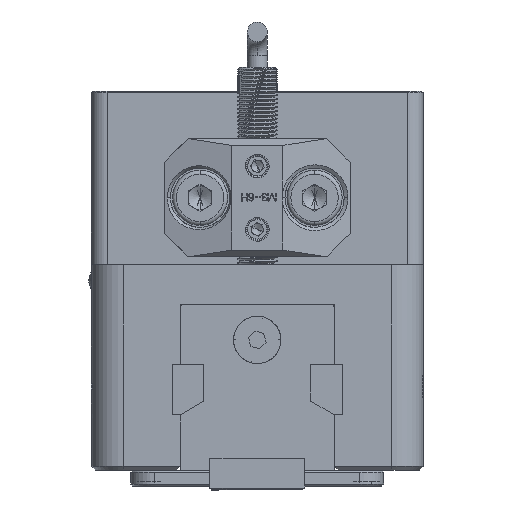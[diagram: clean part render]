
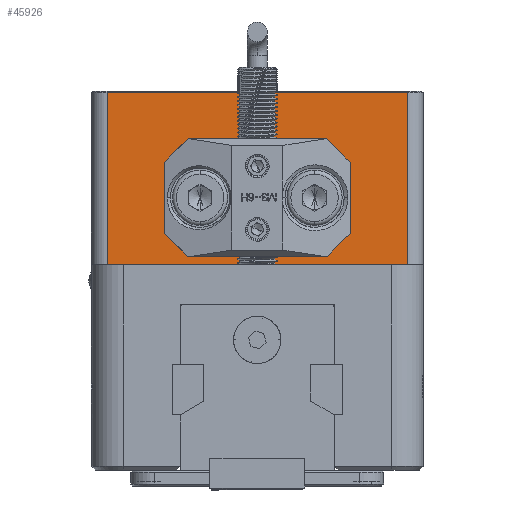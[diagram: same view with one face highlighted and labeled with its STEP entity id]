
A CAD part, left-side view. The second image highlights one B-rep face of the part: STEP entity #45926.
In plain terms, the highlighted planar face has unit normal (-1, 0, 0).
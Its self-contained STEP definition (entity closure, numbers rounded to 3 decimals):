
#2549 = DIRECTION ( 'NONE',  ( 0., 0., 1. ) ) ;
#3966 = EDGE_LOOP ( 'NONE', ( #33244, #92592, #84569, #89663 ) ) ;
#5683 = VERTEX_POINT ( 'NONE', #31249 ) ;
#6680 = LINE ( 'NONE', #83650, #24044 ) ;
#9630 = ORIENTED_EDGE ( 'NONE', *, *, #19133, .F. ) ;
#10377 = EDGE_CURVE ( 'NONE', #58943, #42254, #49860, .T. ) ;
#13413 = VERTEX_POINT ( 'NONE', #46068 ) ;
#13416 = AXIS2_PLACEMENT_3D ( 'NONE', #41330, #92953, #48774 ) ;
#16048 = DIRECTION ( 'NONE',  ( 0., 0., -1. ) ) ;
#18287 = CARTESIAN_POINT ( 'NONE',  ( -32., 7.25, -6.85 ) ) ;
#19061 = CARTESIAN_POINT ( 'NONE',  ( -32., -7.25, -6.85 ) ) ;
#19133 = EDGE_CURVE ( 'NONE', #74302, #60041, #21193, .T. ) ;
#20859 = DIRECTION ( 'NONE',  ( 0., -1., 0. ) ) ;
#21193 = CIRCLE ( 'NONE', #13416, 1.65 ) ;
#22995 = ORIENTED_EDGE ( 'NONE', *, *, #83963, .F. ) ;
#24044 = VECTOR ( 'NONE', #39433, 1000. ) ;
#26480 = VECTOR ( 'NONE', #35174, 1000. ) ;
#30390 = ORIENTED_EDGE ( 'NONE', *, *, #59012, .F. ) ;
#31249 = CARTESIAN_POINT ( 'NONE',  ( -32., -19., 0. ) ) ;
#33244 = ORIENTED_EDGE ( 'NONE', *, *, #52747, .T. ) ;
#34194 = CARTESIAN_POINT ( 'NONE',  ( -32., 19., 0. ) ) ;
#35174 = DIRECTION ( 'NONE',  ( 0., 0., -1. ) ) ;
#38712 = DIRECTION ( 'NONE',  ( -1., 0., 0. ) ) ;
#39383 = VERTEX_POINT ( 'NONE', #18287 ) ;
#39433 = DIRECTION ( 'NONE',  ( 0., 0., 1. ) ) ;
#40181 = CIRCLE ( 'NONE', #58389, 1.65 ) ;
#40735 = CARTESIAN_POINT ( 'NONE',  ( -32., -7.25, -8.5 ) ) ;
#41330 = CARTESIAN_POINT ( 'NONE',  ( -32., -7.25, -8.5 ) ) ;
#42254 = VERTEX_POINT ( 'NONE', #49033 ) ;
#45219 = AXIS2_PLACEMENT_3D ( 'NONE', #90997, #46816, #2549 ) ;
#45408 = CARTESIAN_POINT ( 'NONE',  ( -32., 21., -22. ) ) ;
#45926 = ADVANCED_FACE ( 'NONE', ( #76525, #74213, #71923 ), #52806, .F. ) ;
#46068 = CARTESIAN_POINT ( 'NONE',  ( -32., 7.25, -10.15 ) ) ;
#46509 = CARTESIAN_POINT ( 'NONE',  ( -32., 21., 0. ) ) ;
#46816 = DIRECTION ( 'NONE',  ( -1., 0., 0. ) ) ;
#48170 = DIRECTION ( 'NONE',  ( 0., 0., 1. ) ) ;
#48774 = DIRECTION ( 'NONE',  ( 0., 0., 1. ) ) ;
#49033 = CARTESIAN_POINT ( 'NONE',  ( -32., -19., -21.85 ) ) ;
#49860 = LINE ( 'NONE', #72521, #69530 ) ;
#52747 = EDGE_CURVE ( 'NONE', #81550, #58943, #83067, .T. ) ;
#52806 = PLANE ( 'NONE',  #69416 ) ;
#53687 = CARTESIAN_POINT ( 'NONE',  ( -32., -7.25, -10.15 ) ) ;
#53917 = DIRECTION ( 'NONE',  ( 0., 1., 0. ) ) ;
#55764 = CIRCLE ( 'NONE', #45219, 1.65 ) ;
#56969 = VECTOR ( 'NONE', #53917, 1000. ) ;
#58389 = AXIS2_PLACEMENT_3D ( 'NONE', #82958, #38712, #90364 ) ;
#58943 = VERTEX_POINT ( 'NONE', #60034 ) ;
#59012 = EDGE_CURVE ( 'NONE', #13413, #39383, #55764, .T. ) ;
#60034 = CARTESIAN_POINT ( 'NONE',  ( -32., 19., -21.85 ) ) ;
#60041 = VERTEX_POINT ( 'NONE', #53687 ) ;
#60201 = DIRECTION ( 'NONE',  ( 1., 0., 0. ) ) ;
#64877 = CARTESIAN_POINT ( 'NONE',  ( -32., 19., -22. ) ) ;
#66771 = EDGE_CURVE ( 'NONE', #60041, #74302, #71688, .T. ) ;
#69416 = AXIS2_PLACEMENT_3D ( 'NONE', #45408, #60201, #16048 ) ;
#69530 = VECTOR ( 'NONE', #20859, 1000. ) ;
#71310 = AXIS2_PLACEMENT_3D ( 'NONE', #40735, #92348, #48170 ) ;
#71688 = CIRCLE ( 'NONE', #71310, 1.65 ) ;
#71923 = FACE_OUTER_BOUND ( 'NONE', #3966, .T. ) ;
#72521 = CARTESIAN_POINT ( 'NONE',  ( -32., -19., -21.85 ) ) ;
#72563 = EDGE_CURVE ( 'NONE', #5683, #81550, #74305, .T. ) ;
#72747 = EDGE_LOOP ( 'NONE', ( #9630, #93916 ) ) ;
#74213 = FACE_BOUND ( 'NONE', #72747, .T. ) ;
#74302 = VERTEX_POINT ( 'NONE', #19061 ) ;
#74305 = LINE ( 'NONE', #46509, #56969 ) ;
#76525 = FACE_BOUND ( 'NONE', #82142, .T. ) ;
#78612 = EDGE_CURVE ( 'NONE', #42254, #5683, #6680, .T. ) ;
#81550 = VERTEX_POINT ( 'NONE', #34194 ) ;
#82142 = EDGE_LOOP ( 'NONE', ( #22995, #30390 ) ) ;
#82958 = CARTESIAN_POINT ( 'NONE',  ( -32., 7.25, -8.5 ) ) ;
#83067 = LINE ( 'NONE', #64877, #26480 ) ;
#83650 = CARTESIAN_POINT ( 'NONE',  ( -32., -19., -22. ) ) ;
#83963 = EDGE_CURVE ( 'NONE', #39383, #13413, #40181, .T. ) ;
#84569 = ORIENTED_EDGE ( 'NONE', *, *, #78612, .T. ) ;
#89663 = ORIENTED_EDGE ( 'NONE', *, *, #72563, .T. ) ;
#90364 = DIRECTION ( 'NONE',  ( 0., 0., 1. ) ) ;
#90997 = CARTESIAN_POINT ( 'NONE',  ( -32., 7.25, -8.5 ) ) ;
#92348 = DIRECTION ( 'NONE',  ( -1., 0., 0. ) ) ;
#92592 = ORIENTED_EDGE ( 'NONE', *, *, #10377, .T. ) ;
#92953 = DIRECTION ( 'NONE',  ( -1., 0., 0. ) ) ;
#93916 = ORIENTED_EDGE ( 'NONE', *, *, #66771, .F. ) ;
